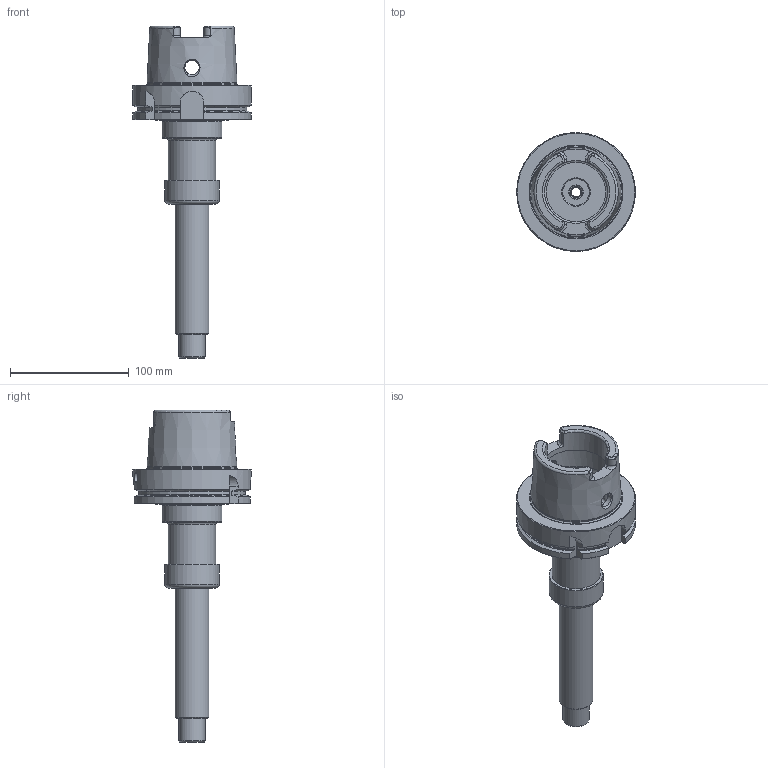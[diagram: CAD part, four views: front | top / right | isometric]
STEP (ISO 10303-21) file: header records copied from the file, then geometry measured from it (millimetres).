
FILE_DESCRIPTION(/* description */ (''),/* implementation_level */ '2;1');
FILE_NAME(/* name */ '888513070.stp',/* time_stamp */ '2021-07-28T09:04:31',/* author */ ('LRA'),/* organization */ ('REGO-FIX'),/* preprocessor_version */ ' Unknown',/* originating_system */ 'SIEMENS PLM Software Solid Edge ST10',/* authorization */ 'Unknown');
FILE_SCHEMA (('AUTOMOTIVE_DESIGN { 1 0 10303 214 2 1 1}'));
Length unit declared in the file: millimetre
Products named in the file (1): NOCUT
Bounding box: 100 x 100 x 279.7 mm (x, y, z)
Volume: 416245.5 mm3; surface area: 83918.9 mm2
Topology: 1 solids, 3 shells, 200 faces, 490 edges, 309 vertices
Faces by surface type: plane 56, cylinder 52, cone 48, torus 44
Full cylindrical faces by diameter (mm): 8 x1, 8.35 x2, 8.376 x1, 8.5 x1, 9.6 x1, 10 x1, 10.5 x1, 12 x3, 22.3 x1, 22.376 x1, 23.8 x1, 24.7 x1, 25 x2, 28.3 x1, 33.3 x1, 34 x1, 38.376 x1, 40 x1, 40.05 x1, 43.3 x1, 45.65 x1, 50.5 x1, 53 x2, 63 x1, 75.459 x1, 100 x1
Entity records: 6969 total; most frequent: CARTESIAN_POINT 1357, DIRECTION 898, ORIENTED_EDGE 740, AXIS2_PLACEMENT_3D 403, EDGE_CURVE 370, EDGE_LOOP 312, FACE_BOUND 312, VERTEX_POINT 278
